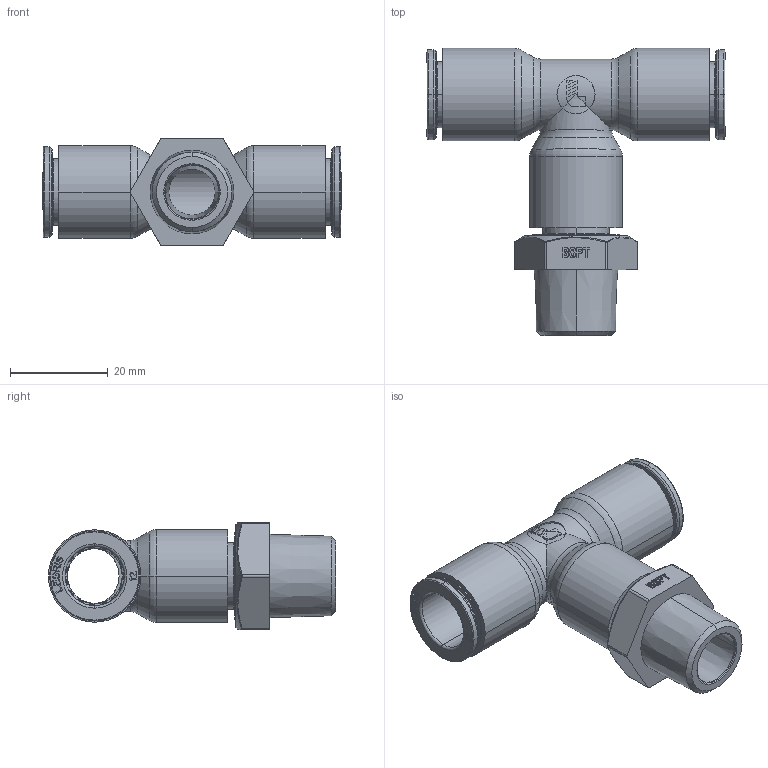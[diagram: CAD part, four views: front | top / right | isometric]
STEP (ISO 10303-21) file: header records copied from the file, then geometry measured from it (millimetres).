
FILE_DESCRIPTION(('STEP AP214'),'1');
FILE_NAME('6878_12_17.stp','2016-07-07T14:48:01',('TraceParts'),('TraceParts S.A.'),'Spatial InterOp 3D',' ',' ');
FILE_SCHEMA(('automotive_design'));
Length unit declared in the file: millimetre
Products named in the file (17): 6878 12 17|44112-19_ASM_1969#44112-19_ASM|44112-21_ASM_1967#44112-21_ASM|44112-32_1964#44112-32;Solide1; 6878 12 17|44112-19_ASM_1969#44112-19_ASM|44112-21_ASM_1967#44112-21_ASM|44112-30_1965#44112-30;Solide1; 6878 12 17|44112-19_ASM_1969#44112-19_ASM|44112-21_ASM_1967#44112-21_ASM|44112_1966#44112;Solide1; 6878 12 17|44112-19_ASM_1969#44112-19_ASM|44112-40_1968#44112-40;Solide1; 6878 12 17|44112-19_ASM_1971#44112-19_ASM|44112-21_ASM_1967#44112-21_ASM|44112-32_1964#44112-32;Solide1; 6878 12 17|44112-19_ASM_1971#44112-19_ASM|44112-21_ASM_1967#44112-21_ASM|44112-30_1965#44112-30;Solide1; 6878 12 17|44112-19_ASM_1971#44112-19_ASM|44112-21_ASM_1967#44112-21_ASM|44112_1966#44112;Solide1; 6878 12 17|44112-19_ASM_1971#44112-19_ASM|44112-40_1968#44112-40;Solide1; 6878 12 17|44112-19_ASM_1973#44112-19_ASM|44112-21_ASM_1967#44112-21_ASM|44112-32_1964#44112-32;Solide1; 6878 12 17|44112-19_ASM_1973#44112-19_ASM|44112-21_ASM_1967#44112-21_ASM|44112-30_1965#44112-30;Solide1; 6878 12 17|44112-19_ASM_1973#44112-19_ASM|44112-21_ASM_1967#44112-21_ASM|44112_1966#44112;Solide1; 6878 12 17|44112-19_ASM_1973#44112-19_ASM|44112-40_1968#44112-40;Solide1; 6878 12 17|44522-04_1962#44522-04;Solide1; 6878 12 17|44112-11-10-ASM_1963#44112-11-10-ASM;Solide1; 6878 12 17|44112-11-10-ASM_1970#44112-11-10-ASM;Solide1; 6878 12 17|44112-11-10-ASM_1972#44112-11-10-ASM;Solide1; 6878 12 17|44522-23_RAINRE_1974#44522-23_RAINRE;Solide1
Bounding box: 61.32 x 58.89 x 22 mm (x, y, z)
Volume: 14295.2 mm3; surface area: 22521.2 mm2
Topology: 17 solids, 17 shells, 2007 faces, 5122 edges, 3211 vertices
Faces by surface type: plane 754, cylinder 346, bspline 334, torus 287, cone 280, sphere 6
Entity records: 95434 total; most frequent: CARTESIAN_POINT 30678, ORIENTED_EDGE 10232, DIRECTION 10043, EDGE_CURVE 5116, AXIS2_PLACEMENT_3D 3655, VERTEX_POINT 3211, LINE 2733, VECTOR 2733
